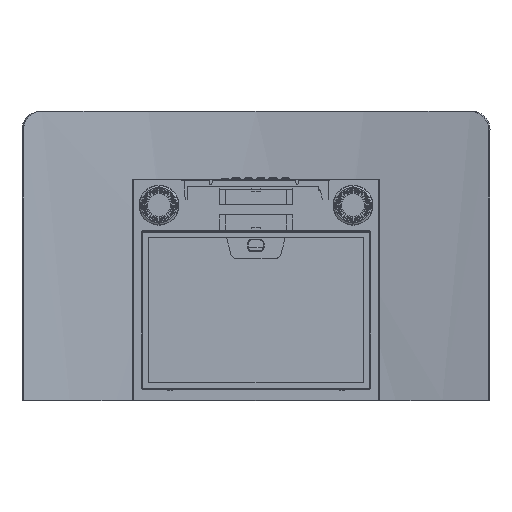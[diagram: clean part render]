
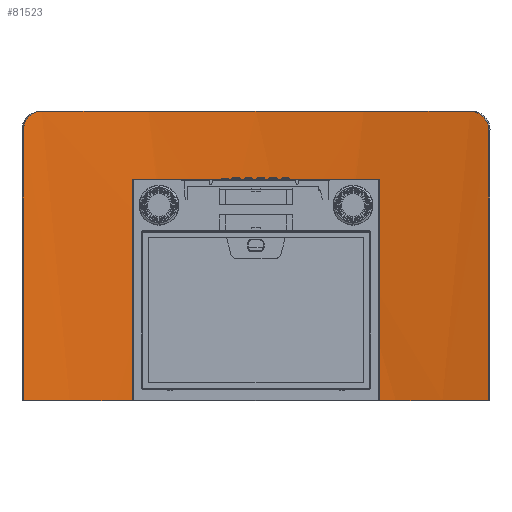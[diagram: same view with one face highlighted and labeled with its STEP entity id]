
A CAD part, front view. The second image highlights one B-rep face of the part: STEP entity #81523.
In plain terms, the highlighted cylindrical face has radius 1717 mm (diameter 3434 mm), a partial arc.
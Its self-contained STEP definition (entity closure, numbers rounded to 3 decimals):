
#81166=CARTESIAN_POINT('',(0.,-1677.312,-180.));
#81167=DIRECTION('',(0.,0.,-1.));
#81168=DIRECTION('',(0.088,0.996,0.));
#81169=AXIS2_PLACEMENT_3D('',#81166,#81167,#81168);
#81244=DIRECTION('',(0.,0.,1.));
#81245=VECTOR('',#81244,255.);
#81246=CARTESIAN_POINT('',(151.,33.035,-180.));
#81247=LINE('',#81246,#81245);
#81248=CARTESIAN_POINT('',(151.,33.035,75.));
#81249=CARTESIAN_POINT('',(151.,33.035,75.652));
#81250=CARTESIAN_POINT('',(150.798,33.053,76.883));
#81251=CARTESIAN_POINT('',(149.935,33.129,78.582));
#81252=CARTESIAN_POINT('',(148.606,33.245,79.918));
#81253=CARTESIAN_POINT('',(146.905,33.392,80.793));
#81254=CARTESIAN_POINT('',(145.661,33.498,81.));
#81255=CARTESIAN_POINT('',(145.,33.554,81.));
#81257=CARTESIAN_POINT('',(-145.,33.554,81.));
#81258=CARTESIAN_POINT('',(-145.655,33.499,81.));
#81259=CARTESIAN_POINT('',(-146.891,33.393,
80.797));
#81260=CARTESIAN_POINT('',(-148.592,33.246,
79.929));
#81261=CARTESIAN_POINT('',(-149.926,33.13,
78.595));
#81262=CARTESIAN_POINT('',(-150.796,33.053,
76.892));
#81263=CARTESIAN_POINT('',(-151.,33.035,75.656));
#81264=CARTESIAN_POINT('',(-151.,33.035,75.));
#81266=DIRECTION('',(0.,0.,-1.));
#81267=VECTOR('',#81266,255.);
#81268=CARTESIAN_POINT('',(-151.,33.035,75.));
#81269=LINE('',#81268,#81267);
#81270=DIRECTION('',(0.,0.,1.));
#81271=VECTOR('',#81270,440.);
#81272=CARTESIAN_POINT('',(-377.67,-2.363,-180.));
#81273=LINE('',#81272,#81271);
#81274=CARTESIAN_POINT('',(-377.67,-2.363,260.));
#81275=CARTESIAN_POINT('',(-377.67,-2.363,
262.228));
#81276=CARTESIAN_POINT('',(-377.195,-2.256,
266.581));
#81277=CARTESIAN_POINT('',(-375.012,-1.765,
273.012));
#81278=CARTESIAN_POINT('',(-371.478,-0.977,
278.717));
#81279=CARTESIAN_POINT('',(-366.961,0.019,
283.372));
#81280=CARTESIAN_POINT('',(-361.281,1.252,
287.098));
#81281=CARTESIAN_POINT('',(-354.798,2.635,
289.451));
#81282=CARTESIAN_POINT('',(-350.234,3.59,290.));
#81283=CARTESIAN_POINT('',(-347.867,4.08,290.));
#81285=CARTESIAN_POINT('',(347.867,4.08,290.));
#81286=CARTESIAN_POINT('',(350.15,3.607,290.));
#81287=CARTESIAN_POINT('',(354.583,2.681,289.489));
#81288=CARTESIAN_POINT('',(360.974,1.318,287.243));
#81289=CARTESIAN_POINT('',(366.669,0.082,
283.609));
#81290=CARTESIAN_POINT('',(371.265,-0.93,
278.993));
#81291=CARTESIAN_POINT('',(374.896,-1.739,
273.272));
#81292=CARTESIAN_POINT('',(377.173,-2.251,
266.731));
#81293=CARTESIAN_POINT('',(377.67,-2.363,
262.284));
#81294=CARTESIAN_POINT('',(377.67,-2.363,260.));
#81296=DIRECTION('',(0.,0.,-1.));
#81297=VECTOR('',#81296,440.);
#81298=CARTESIAN_POINT('',(377.67,-2.363,260.));
#81299=LINE('',#81298,#81297);
#81313=CARTESIAN_POINT('',(0.,-1677.312,81.));
#81314=DIRECTION('',(0.,0.,-1.));
#81315=DIRECTION('',(-0.084,0.996,0.));
#81316=AXIS2_PLACEMENT_3D('',#81313,#81314,#81315);
#81339=CARTESIAN_POINT('',(0.,-1677.312,-180.));
#81340=DIRECTION('',(0.,0.,-1.));
#81341=DIRECTION('',(-0.22,0.976,0.));
#81342=AXIS2_PLACEMENT_3D('',#81339,#81340,#81341);
#81352=CARTESIAN_POINT('',(0.,-1677.312,290.));
#81353=DIRECTION('',(0.,0.,1.));
#81354=DIRECTION('',(0.203,0.979,0.));
#81355=AXIS2_PLACEMENT_3D('',#81352,#81353,#81354);
#81366=CARTESIAN_POINT('',(151.,33.035,-180.));
#81368=VERTEX_POINT('',#81366);
#81370=CARTESIAN_POINT('',(377.67,-2.363,-180.));
#81371=VERTEX_POINT('',#81370);
#81374=CARTESIAN_POINT('',(-151.,33.035,-180.));
#81376=VERTEX_POINT('',#81374);
#81380=CARTESIAN_POINT('',(-377.67,-2.363,-180.));
#81381=VERTEX_POINT('',#81380);
#81384=CARTESIAN_POINT('',(151.,33.035,75.));
#81385=VERTEX_POINT('',#81384);
#81397=CARTESIAN_POINT('',(377.67,-2.363,260.));
#81398=VERTEX_POINT('',#81397);
#81399=VERTEX_POINT('',#81285);
#81400=VERTEX_POINT('',#81255);
#81401=CARTESIAN_POINT('',(-145.,33.554,81.));
#81402=VERTEX_POINT('',#81401);
#81403=VERTEX_POINT('',#81264);
#81404=CARTESIAN_POINT('',(-377.67,-2.363,260.));
#81405=VERTEX_POINT('',#81404);
#81406=VERTEX_POINT('',#81283);
#81496=CARTESIAN_POINT('',(0.,-1677.312,-180.));
#81497=DIRECTION('',(0.,0.,-1.));
#81498=DIRECTION('',(-1.,0.,0.));
#81499=AXIS2_PLACEMENT_3D('',#81496,#81497,#81498);
#81500=CYLINDRICAL_SURFACE('',#81499,1717.);
#81501=ORIENTED_EDGE('',*,*,#81433,.T.);
#81503=ORIENTED_EDGE('',*,*,#81502,.T.);
#81505=ORIENTED_EDGE('',*,*,#81504,.F.);
#81507=ORIENTED_EDGE('',*,*,#81506,.T.);
#81509=ORIENTED_EDGE('',*,*,#81508,.T.);
#81511=ORIENTED_EDGE('',*,*,#81510,.F.);
#81513=ORIENTED_EDGE('',*,*,#81512,.T.);
#81515=ORIENTED_EDGE('',*,*,#81514,.T.);
#81517=ORIENTED_EDGE('',*,*,#81516,.F.);
#81518=ORIENTED_EDGE('',*,*,#81489,.T.);
#81519=ORIENTED_EDGE('',*,*,#81477,.T.);
#81520=ORIENTED_EDGE('',*,*,#81414,.F.);
#81521=EDGE_LOOP('',(#81501,#81503,#81505,#81507,#81509,#81511,#81513,#81515,
#81517,#81518,#81519,#81520));
#81522=FACE_OUTER_BOUND('',#81521,.F.);
#81523=ADVANCED_FACE('',(#81522),#81500,.F.);
#81170=CIRCLE('',#81169,1717.);
#81256=B_SPLINE_CURVE_WITH_KNOTS('',3,(#81248,#81249,#81250,#81251,#81252,
#81253,#81254,#81255),.UNSPECIFIED.,.F.,.F.,(4,1,1,1,1,4),(0.,0.2,0.4,
0.6,0.8,1.),.UNSPECIFIED.);
#81265=B_SPLINE_CURVE_WITH_KNOTS('',3,(#81257,#81258,#81259,#81260,#81261,
#81262,#81263,#81264),.UNSPECIFIED.,.F.,.F.,(4,1,1,1,1,4),(0.,0.2,0.4,
0.6,0.8,1.),.UNSPECIFIED.);
#81284=B_SPLINE_CURVE_WITH_KNOTS('',3,(#81274,#81275,#81276,#81277,#81278,
#81279,#81280,#81281,#81282,#81283),.UNSPECIFIED.,.F.,.F.,(4,1,1,1,1,1,1,4),(
0.,0.143,0.286,0.429,0.571,
0.714,0.857,1.),.UNSPECIFIED.);
#81295=B_SPLINE_CURVE_WITH_KNOTS('',3,(#81285,#81286,#81287,#81288,#81289,
#81290,#81291,#81292,#81293,#81294),.UNSPECIFIED.,.F.,.F.,(4,1,1,1,1,1,1,4),(
0.,0.143,0.286,0.429,0.571,
0.714,0.857,1.),.UNSPECIFIED.);
#81317=CIRCLE('',#81316,1717.);
#81343=CIRCLE('',#81342,1717.);
#81356=CIRCLE('',#81355,1717.);
#81414=EDGE_CURVE('',#81368,#81371,#81170,.T.);
#81433=EDGE_CURVE('',#81368,#81385,#81247,.T.);
#81477=EDGE_CURVE('',#81398,#81371,#81299,.T.);
#81489=EDGE_CURVE('',#81399,#81398,#81295,.T.);
#81502=EDGE_CURVE('',#81385,#81400,#81256,.T.);
#81504=EDGE_CURVE('',#81402,#81400,#81317,.T.);
#81506=EDGE_CURVE('',#81402,#81403,#81265,.T.);
#81508=EDGE_CURVE('',#81403,#81376,#81269,.T.);
#81510=EDGE_CURVE('',#81381,#81376,#81343,.T.);
#81512=EDGE_CURVE('',#81381,#81405,#81273,.T.);
#81514=EDGE_CURVE('',#81405,#81406,#81284,.T.);
#81516=EDGE_CURVE('',#81399,#81406,#81356,.T.);
